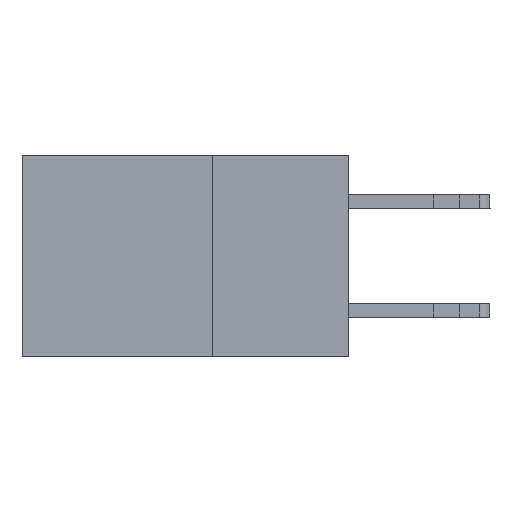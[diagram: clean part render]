
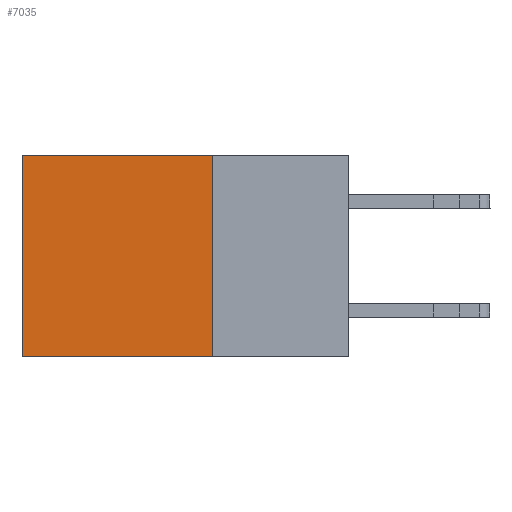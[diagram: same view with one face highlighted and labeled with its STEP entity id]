
A CAD part, left-side view. The second image highlights one B-rep face of the part: STEP entity #7035.
In plain terms, the highlighted planar face has unit normal (-1, 0, 0).
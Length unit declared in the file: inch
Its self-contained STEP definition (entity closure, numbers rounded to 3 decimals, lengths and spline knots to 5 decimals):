
#203 = PLANE ( 'NONE',  #8997 ) ;
#384 = VECTOR ( 'NONE', #6031, 39.37008 ) ;
#926 = EDGE_LOOP ( 'NONE', ( #1669, #9802, #10030, #6317 ) ) ;
#1455 = VERTEX_POINT ( 'NONE', #2510 ) ;
#1669 = ORIENTED_EDGE ( 'NONE', *, *, #7435, .T. ) ;
#1755 = CARTESIAN_POINT ( 'NONE',  ( 0.2615, 0.25, -0.37 ) ) ;
#1935 = CARTESIAN_POINT ( 'NONE',  ( 0.2615, 0.25, -0.37 ) ) ;
#2510 = CARTESIAN_POINT ( 'NONE',  ( 0.2615, 0.6, -0.37 ) ) ;
#2636 = EDGE_CURVE ( 'NONE', #6403, #4026, #7672, .T. ) ;
#2657 = CARTESIAN_POINT ( 'NONE',  ( 0.2615, 0.25, 0. ) ) ;
#3362 = DIRECTION ( 'NONE',  ( 0., 1., 0. ) ) ;
#3462 = CARTESIAN_POINT ( 'NONE',  ( 0.2615, 0.25, -0.37 ) ) ;
#3608 = DIRECTION ( 'NONE',  ( 0., 0., -1. ) ) ;
#3661 = LINE ( 'NONE', #10057, #4265 ) ;
#3898 = VERTEX_POINT ( 'NONE', #6921 ) ;
#4026 = VERTEX_POINT ( 'NONE', #9362 ) ;
#4228 = LINE ( 'NONE', #2657, #384 ) ;
#4265 = VECTOR ( 'NONE', #9268, 39.37008 ) ;
#5165 = DIRECTION ( 'NONE',  ( 0., 0., -1. ) ) ;
#6031 = DIRECTION ( 'NONE',  ( 0., 1., 0. ) ) ;
#6317 = ORIENTED_EDGE ( 'NONE', *, *, #8209, .T. ) ;
#6403 = VERTEX_POINT ( 'NONE', #9708 ) ;
#6641 = VECTOR ( 'NONE', #3362, 39.37008 ) ;
#6921 = CARTESIAN_POINT ( 'NONE',  ( 0.2615, 0.6, 0. ) ) ;
#7035 = ADVANCED_FACE ( 'NONE', ( #7523 ), #203, .F. ) ;
#7435 = EDGE_CURVE ( 'NONE', #3898, #1455, #3661, .T. ) ;
#7523 = FACE_OUTER_BOUND ( 'NONE', #926, .T. ) ;
#7672 = LINE ( 'NONE', #1935, #8467 ) ;
#8116 = LINE ( 'NONE', #1755, #6641 ) ;
#8209 = EDGE_CURVE ( 'NONE', #6403, #3898, #4228, .T. ) ;
#8467 = VECTOR ( 'NONE', #3608, 39.37008 ) ;
#8997 = AXIS2_PLACEMENT_3D ( 'NONE', #3462, #9909, #5165 ) ;
#9268 = DIRECTION ( 'NONE',  ( 0., 0., -1. ) ) ;
#9362 = CARTESIAN_POINT ( 'NONE',  ( 0.2615, 0.25, -0.37 ) ) ;
#9708 = CARTESIAN_POINT ( 'NONE',  ( 0.2615, 0.25, 0. ) ) ;
#9802 = ORIENTED_EDGE ( 'NONE', *, *, #9961, .F. ) ;
#9909 = DIRECTION ( 'NONE',  ( 1., 0., 0. ) ) ;
#9961 = EDGE_CURVE ( 'NONE', #4026, #1455, #8116, .T. ) ;
#10030 = ORIENTED_EDGE ( 'NONE', *, *, #2636, .F. ) ;
#10057 = CARTESIAN_POINT ( 'NONE',  ( 0.2615, 0.6, -0.37 ) ) ;
